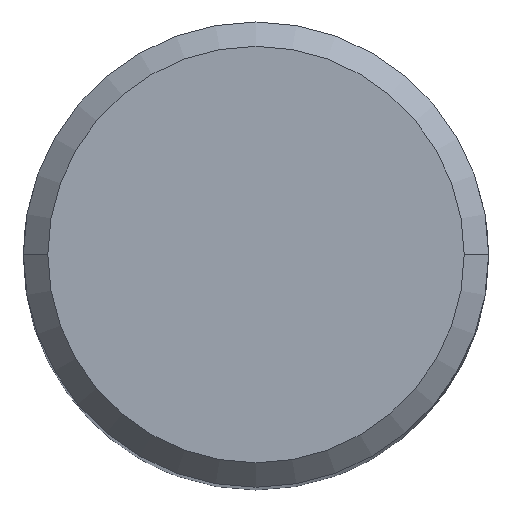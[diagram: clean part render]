
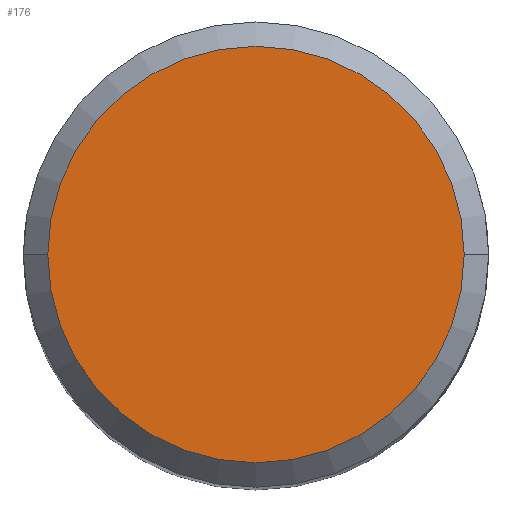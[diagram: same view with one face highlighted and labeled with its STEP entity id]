
A CAD part, top view. The second image highlights one B-rep face of the part: STEP entity #176.
In plain terms, the highlighted planar face has unit normal (0, 0, 1).
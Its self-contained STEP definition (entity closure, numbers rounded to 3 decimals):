
#176=ADVANCED_FACE('',(#221),#202,.F.);
#202=PLANE('',#775);
#221=FACE_OUTER_BOUND('',#264,.T.);
#264=EDGE_LOOP('',(#374,#375));
#374=ORIENTED_EDGE('',*,*,#574,.F.);
#375=ORIENTED_EDGE('',*,*,#612,.F.);
#512=VERTEX_POINT('',#1158);
#513=VERTEX_POINT('',#1159);
#574=EDGE_CURVE('',#512,#513,#662,.T.);
#612=EDGE_CURVE('',#513,#512,#676,.T.);
#662=CIRCLE('',#748,8.525);
#676=CIRCLE('',#774,8.525);
#748=AXIS2_PLACEMENT_3D('',#1157,#870,#871);
#774=AXIS2_PLACEMENT_3D('',#1266,#938,#939);
#775=AXIS2_PLACEMENT_3D('',#1267,#940,#941);
#870=DIRECTION('',(0.,0.,-1.));
#871=DIRECTION('',(-1.,0.,0.));
#938=DIRECTION('',(0.,0.,-1.));
#939=DIRECTION('',(-1.,0.,0.));
#940=DIRECTION('',(0.,0.,-1.));
#941=DIRECTION('',(-1.,0.,0.));
#1157=CARTESIAN_POINT('',(0.,0.,0.));
#1158=CARTESIAN_POINT('',(-8.525,0.,0.));
#1159=CARTESIAN_POINT('',(8.525,0.,0.));
#1266=CARTESIAN_POINT('',(0.,0.,0.));
#1267=CARTESIAN_POINT('',(0.,4.15,0.));
